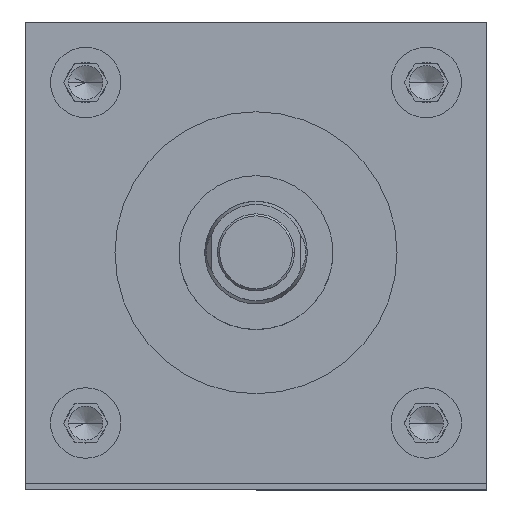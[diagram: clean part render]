
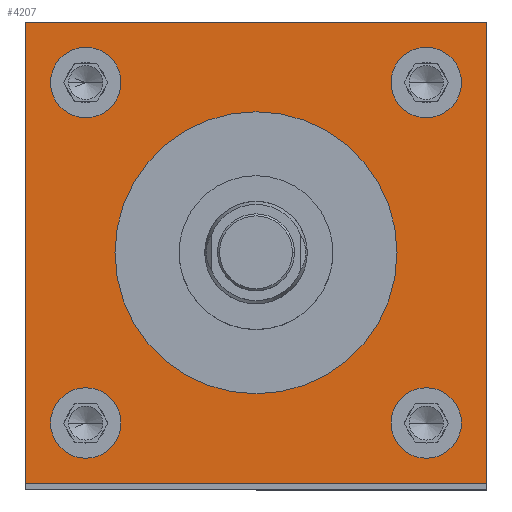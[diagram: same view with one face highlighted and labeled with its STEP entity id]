
A CAD part, top view. The second image highlights one B-rep face of the part: STEP entity #4207.
In plain terms, the highlighted planar face has unit normal (0, 0, 1).
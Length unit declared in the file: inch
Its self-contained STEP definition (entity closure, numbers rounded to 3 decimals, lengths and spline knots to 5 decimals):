
#6 = CIRCLE ( 'NONE', #1368, 0.3435 ) ;
#83 = FACE_BOUND ( 'NONE', #640, .T. ) ;
#172 = EDGE_CURVE ( 'NONE', #2287, #5684, #6, .T. ) ;
#299 = AXIS2_PLACEMENT_3D ( 'NONE', #1067, #5929, #5459 ) ;
#478 = CARTESIAN_POINT ( 'NONE',  ( 1.66, 1.66, 36.25 ) ) ;
#555 = CARTESIAN_POINT ( 'NONE',  ( -1.66, 1.66, 36.25 ) ) ;
#601 = ORIENTED_EDGE ( 'NONE', *, *, #792, .F. ) ;
#608 = FACE_BOUND ( 'NONE', #3189, .T. ) ;
#612 = ORIENTED_EDGE ( 'NONE', *, *, #2772, .F. ) ;
#620 = CARTESIAN_POINT ( 'NONE',  ( -2.0035, -1.66, 36.25 ) ) ;
#636 = CARTESIAN_POINT ( 'NONE',  ( -1.66, 1.66, 36.25 ) ) ;
#640 = EDGE_LOOP ( 'NONE', ( #2012, #1115 ) ) ;
#702 = DIRECTION ( 'NONE',  ( 0., 0., 1. ) ) ;
#792 = EDGE_CURVE ( 'NONE', #5041, #4325, #1054, .T. ) ;
#995 = AXIS2_PLACEMENT_3D ( 'NONE', #636, #702, #1307 ) ;
#1038 = DIRECTION ( 'NONE',  ( 0., 0., 1. ) ) ;
#1054 = CIRCLE ( 'NONE', #6025, 0.3435 ) ;
#1067 = CARTESIAN_POINT ( 'NONE',  ( -1.66, -1.66, 36.25 ) ) ;
#1073 = DIRECTION ( 'NONE',  ( 1., 0., 0. ) ) ;
#1115 = ORIENTED_EDGE ( 'NONE', *, *, #4894, .F. ) ;
#1134 = CARTESIAN_POINT ( 'NONE',  ( 2.25, -2.25, 36.25 ) ) ;
#1179 = DIRECTION ( 'NONE',  ( 0., 0., 1. ) ) ;
#1237 = AXIS2_PLACEMENT_3D ( 'NONE', #3647, #2941, #1314 ) ;
#1307 = DIRECTION ( 'NONE',  ( 1., 0., 0. ) ) ;
#1314 = DIRECTION ( 'NONE',  ( 1., 0., 0. ) ) ;
#1368 = AXIS2_PLACEMENT_3D ( 'NONE', #555, #7050, #3814 ) ;
#1393 = ORIENTED_EDGE ( 'NONE', *, *, #2015, .F. ) ;
#1500 = VERTEX_POINT ( 'NONE', #2011 ) ;
#1549 = CIRCLE ( 'NONE', #2471, 1.375 ) ;
#1724 = EDGE_CURVE ( 'NONE', #6671, #6057, #3209, .T. ) ;
#1727 = CIRCLE ( 'NONE', #4422, 1.375 ) ;
#1773 = DIRECTION ( 'NONE',  ( 0., 1., 0. ) ) ;
#1847 = ORIENTED_EDGE ( 'NONE', *, *, #2957, .F. ) ;
#1891 = CARTESIAN_POINT ( 'NONE',  ( -2.25, 2.25, 36.25 ) ) ;
#1895 = EDGE_LOOP ( 'NONE', ( #601, #5042 ) ) ;
#1983 = DIRECTION ( 'NONE',  ( 0., -1., 0. ) ) ;
#2011 = CARTESIAN_POINT ( 'NONE',  ( -1.3165, -1.66, 36.25 ) ) ;
#2012 = ORIENTED_EDGE ( 'NONE', *, *, #2324, .F. ) ;
#2014 = CARTESIAN_POINT ( 'NONE',  ( -2.25, -2.25, 36.25 ) ) ;
#2015 = EDGE_CURVE ( 'NONE', #6396, #6547, #1727, .T. ) ;
#2041 = ORIENTED_EDGE ( 'NONE', *, *, #3199, .T. ) ;
#2241 = CARTESIAN_POINT ( 'NONE',  ( -1.375, 0., 36.25 ) ) ;
#2242 = EDGE_CURVE ( 'NONE', #5421, #6024, #2404, .T. ) ;
#2287 = VERTEX_POINT ( 'NONE', #5241 ) ;
#2291 = VECTOR ( 'NONE', #1773, 39.37008 ) ;
#2317 = CARTESIAN_POINT ( 'NONE',  ( 1.66, -1.66, 36.25 ) ) ;
#2324 = EDGE_CURVE ( 'NONE', #1500, #4922, #3997, .T. ) ;
#2330 = FACE_OUTER_BOUND ( 'NONE', #4373, .T. ) ;
#2361 = LINE ( 'NONE', #1134, #2291 ) ;
#2404 = LINE ( 'NONE', #1891, #3413 ) ;
#2471 = AXIS2_PLACEMENT_3D ( 'NONE', #6071, #1179, #5033 ) ;
#2540 = DIRECTION ( 'NONE',  ( 1., 0., 0. ) ) ;
#2550 = AXIS2_PLACEMENT_3D ( 'NONE', #6743, #5881, #3315 ) ;
#2555 = DIRECTION ( 'NONE',  ( 1., 0., 0. ) ) ;
#2728 = CIRCLE ( 'NONE', #6085, 0.3435 ) ;
#2748 = CIRCLE ( 'NONE', #1237, 0.3435 ) ;
#2755 = FACE_BOUND ( 'NONE', #4293, .T. ) ;
#2772 = EDGE_CURVE ( 'NONE', #6057, #6671, #2728, .T. ) ;
#2937 = CARTESIAN_POINT ( 'NONE',  ( 2.25, -2.25, 36.25 ) ) ;
#2941 = DIRECTION ( 'NONE',  ( 0., 0., 1. ) ) ;
#2957 = EDGE_CURVE ( 'NONE', #5684, #2287, #5978, .T. ) ;
#3003 = ORIENTED_EDGE ( 'NONE', *, *, #5478, .T. ) ;
#3046 = CARTESIAN_POINT ( 'NONE',  ( 1.3165, -1.66, 36.25 ) ) ;
#3049 = ORIENTED_EDGE ( 'NONE', *, *, #1724, .F. ) ;
#3189 = EDGE_LOOP ( 'NONE', ( #1393, #6302 ) ) ;
#3199 = EDGE_CURVE ( 'NONE', #5810, #4263, #5841, .T. ) ;
#3209 = CIRCLE ( 'NONE', #5976, 0.3435 ) ;
#3247 = DIRECTION ( 'NONE',  ( 0., 0., 1. ) ) ;
#3315 = DIRECTION ( 'NONE',  ( -1., 0., 0. ) ) ;
#3413 = VECTOR ( 'NONE', #6791, 39.37008 ) ;
#3647 = CARTESIAN_POINT ( 'NONE',  ( 1.66, 1.66, 36.25 ) ) ;
#3650 = CARTESIAN_POINT ( 'NONE',  ( 1.66, -1.66, 36.25 ) ) ;
#3667 = DIRECTION ( 'NONE',  ( 0., 0., 1. ) ) ;
#3773 = DIRECTION ( 'NONE',  ( 0., 0., 1. ) ) ;
#3814 = DIRECTION ( 'NONE',  ( 1., 0., 0. ) ) ;
#3844 = DIRECTION ( 'NONE',  ( 1., 0., 0. ) ) ;
#3885 = CARTESIAN_POINT ( 'NONE',  ( 2.0035, 1.66, 36.25 ) ) ;
#3983 = EDGE_LOOP ( 'NONE', ( #6992, #1847 ) ) ;
#3997 = CIRCLE ( 'NONE', #299, 0.3435 ) ;
#4207 = ADVANCED_FACE ( 'NONE', ( #2755, #6661, #83, #4946, #608, #2330 ), #4519, .F. ) ;
#4263 = VERTEX_POINT ( 'NONE', #2937 ) ;
#4293 = EDGE_LOOP ( 'NONE', ( #612, #3049 ) ) ;
#4325 = VERTEX_POINT ( 'NONE', #6817 ) ;
#4373 = EDGE_LOOP ( 'NONE', ( #5741, #2041, #3003, #5552 ) ) ;
#4422 = AXIS2_PLACEMENT_3D ( 'NONE', #6001, #1038, #1073 ) ;
#4519 = PLANE ( 'NONE',  #2550 ) ;
#4894 = EDGE_CURVE ( 'NONE', #4922, #1500, #7098, .T. ) ;
#4922 = VERTEX_POINT ( 'NONE', #620 ) ;
#4946 = FACE_BOUND ( 'NONE', #3983, .T. ) ;
#5033 = DIRECTION ( 'NONE',  ( 1., 0., 0. ) ) ;
#5041 = VERTEX_POINT ( 'NONE', #3885 ) ;
#5042 = ORIENTED_EDGE ( 'NONE', *, *, #6177, .F. ) ;
#5049 = EDGE_CURVE ( 'NONE', #6547, #6396, #1549, .T. ) ;
#5118 = CARTESIAN_POINT ( 'NONE',  ( 2.0035, -1.66, 36.25 ) ) ;
#5149 = DIRECTION ( 'NONE',  ( 0., 0., 1. ) ) ;
#5241 = CARTESIAN_POINT ( 'NONE',  ( -1.3165, 1.66, 36.25 ) ) ;
#5330 = CARTESIAN_POINT ( 'NONE',  ( -2.0035, 1.66, 36.25 ) ) ;
#5421 = VERTEX_POINT ( 'NONE', #5561 ) ;
#5459 = DIRECTION ( 'NONE',  ( 1., 0., 0. ) ) ;
#5478 = EDGE_CURVE ( 'NONE', #4263, #5421, #2361, .T. ) ;
#5552 = ORIENTED_EDGE ( 'NONE', *, *, #2242, .T. ) ;
#5561 = CARTESIAN_POINT ( 'NONE',  ( 2.25, 2.25, 36.25 ) ) ;
#5616 = CARTESIAN_POINT ( 'NONE',  ( -2.25, -2.25, 36.25 ) ) ;
#5681 = EDGE_CURVE ( 'NONE', #6024, #5810, #5979, .T. ) ;
#5684 = VERTEX_POINT ( 'NONE', #5330 ) ;
#5690 = DIRECTION ( 'NONE',  ( 1., 0., 0. ) ) ;
#5741 = ORIENTED_EDGE ( 'NONE', *, *, #5681, .T. ) ;
#5810 = VERTEX_POINT ( 'NONE', #5616 ) ;
#5835 = CARTESIAN_POINT ( 'NONE',  ( -2.25, 2.25, 36.25 ) ) ;
#5841 = LINE ( 'NONE', #2014, #7080 ) ;
#5864 = DIRECTION ( 'NONE',  ( 1., 0., 0. ) ) ;
#5881 = DIRECTION ( 'NONE',  ( 0., 0., -1. ) ) ;
#5929 = DIRECTION ( 'NONE',  ( 0., 0., 1. ) ) ;
#5976 = AXIS2_PLACEMENT_3D ( 'NONE', #2317, #5149, #5690 ) ;
#5978 = CIRCLE ( 'NONE', #995, 0.3435 ) ;
#5979 = LINE ( 'NONE', #6014, #6922 ) ;
#6001 = CARTESIAN_POINT ( 'NONE',  ( 0., 0., 36.25 ) ) ;
#6014 = CARTESIAN_POINT ( 'NONE',  ( -2.25, -2.25, 36.25 ) ) ;
#6024 = VERTEX_POINT ( 'NONE', #5835 ) ;
#6025 = AXIS2_PLACEMENT_3D ( 'NONE', #478, #3773, #2555 ) ;
#6057 = VERTEX_POINT ( 'NONE', #5118 ) ;
#6071 = CARTESIAN_POINT ( 'NONE',  ( 0., 0., 36.25 ) ) ;
#6085 = AXIS2_PLACEMENT_3D ( 'NONE', #3650, #3247, #2540 ) ;
#6177 = EDGE_CURVE ( 'NONE', #4325, #5041, #2748, .T. ) ;
#6302 = ORIENTED_EDGE ( 'NONE', *, *, #5049, .F. ) ;
#6396 = VERTEX_POINT ( 'NONE', #7021 ) ;
#6397 = CARTESIAN_POINT ( 'NONE',  ( -1.66, -1.66, 36.25 ) ) ;
#6547 = VERTEX_POINT ( 'NONE', #2241 ) ;
#6661 = FACE_BOUND ( 'NONE', #1895, .T. ) ;
#6671 = VERTEX_POINT ( 'NONE', #3046 ) ;
#6743 = CARTESIAN_POINT ( 'NONE',  ( -2.25, 2.25, 36.25 ) ) ;
#6791 = DIRECTION ( 'NONE',  ( -1., 0., 0. ) ) ;
#6817 = CARTESIAN_POINT ( 'NONE',  ( 1.3165, 1.66, 36.25 ) ) ;
#6870 = AXIS2_PLACEMENT_3D ( 'NONE', #6397, #3667, #5864 ) ;
#6922 = VECTOR ( 'NONE', #1983, 39.37008 ) ;
#6992 = ORIENTED_EDGE ( 'NONE', *, *, #172, .F. ) ;
#7021 = CARTESIAN_POINT ( 'NONE',  ( 1.375, 0., 36.25 ) ) ;
#7050 = DIRECTION ( 'NONE',  ( 0., 0., 1. ) ) ;
#7080 = VECTOR ( 'NONE', #3844, 39.37008 ) ;
#7098 = CIRCLE ( 'NONE', #6870, 0.3435 ) ;
